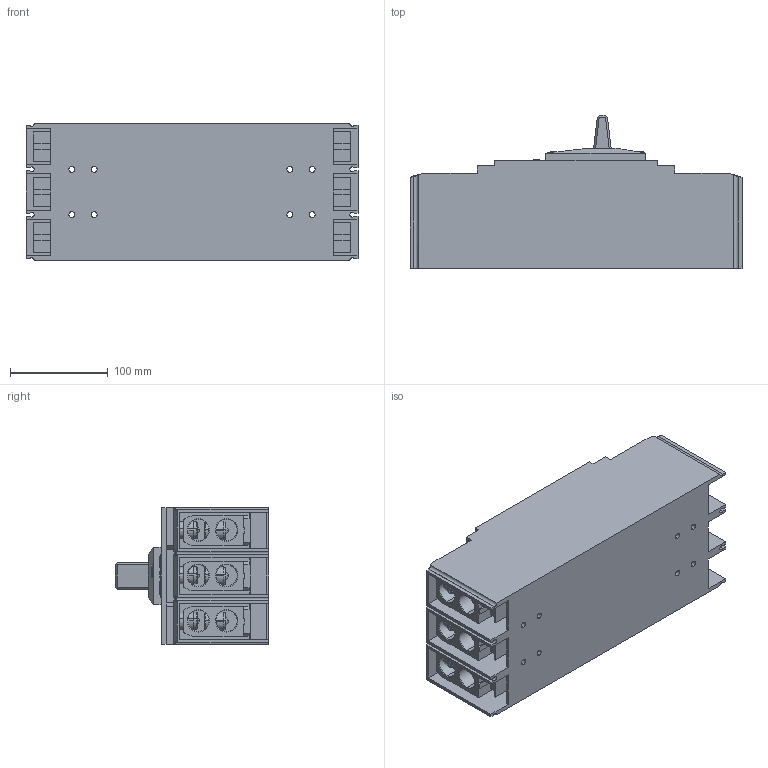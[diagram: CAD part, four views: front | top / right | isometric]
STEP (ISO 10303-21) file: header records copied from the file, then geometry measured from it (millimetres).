
FILE_DESCRIPTION(/* description */ (''),/* implementation_level */ '2;1');
FILE_NAME(/* name */ 'FILE_STP_CAD_DRAWING_3D_P5ME3PH0600UL_prt.stp',/* time_stamp */ '2025-04-09T09:20:33+02:00',/* author */ (''),/* organization */ (''),/* preprocessor_version */ 'ST-DEVELOPER v16.7',/* originating_system */ 'SIEMENS PLM Software NX 12.0',/* authorisation */ '');
FILE_SCHEMA (('AUTOMOTIVE_DESIGN { 1 0 10303 214 3 1 1 1 }'));
Length unit declared in the file: millimetre
Products named in the file (1): 3D_P5ME3PH0600UL
Bounding box: 340 x 156.8 x 140 mm (x, y, z)
Surface area: 426486.9 mm2 (no closed solid volume)
Topology: 0 solids, 44 shells, 716 faces, 2635 edges, 1898 vertices
Faces by surface type: plane 404, cylinder 144, cone 118, bspline 32, sphere 18
Entity records: 29660 total; most frequent: CARTESIAN_POINT 7505, DIRECTION 4261, ORIENTED_EDGE 4199, EDGE_CURVE 2617, VERTEX_POINT 1897, LINE 1893, VECTOR 1893, AXIS2_PLACEMENT_3D 1184
